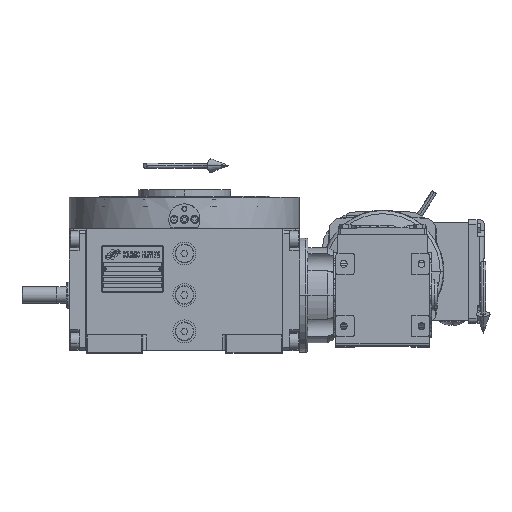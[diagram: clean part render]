
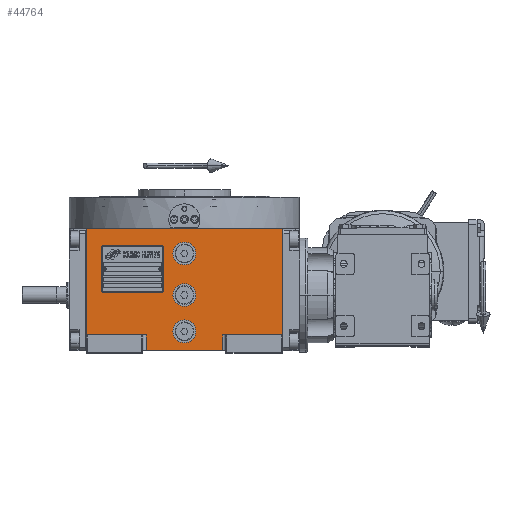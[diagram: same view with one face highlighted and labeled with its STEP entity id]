
A CAD part, top view. The second image highlights one B-rep face of the part: STEP entity #44764.
In plain terms, the highlighted planar face has unit normal (0, 0, 1).
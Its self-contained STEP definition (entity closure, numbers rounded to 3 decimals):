
#1488 = LINE ( 'NONE', #16645, #40354 ) ;
#1562 = ORIENTED_EDGE ( 'NONE', *, *, #88594, .F. ) ;
#4141 = VERTEX_POINT ( 'NONE', #65540 ) ;
#5008 = CARTESIAN_POINT ( 'NONE',  ( -94.5, -38.5, 163.5 ) ) ;
#5588 = FACE_BOUND ( 'NONE', #79571, .T. ) ;
#5707 = DIRECTION ( 'NONE',  ( 0., 0., 1. ) ) ;
#6314 = DIRECTION ( 'NONE',  ( 0., 0., 1. ) ) ;
#6577 = CIRCLE ( 'NONE', #43444, 11. ) ;
#6686 = VECTOR ( 'NONE', #9062, 1000. ) ;
#6804 = ORIENTED_EDGE ( 'NONE', *, *, #12203, .F. ) ;
#7106 = DIRECTION ( 'NONE',  ( 0., 1., 0. ) ) ;
#7851 = DIRECTION ( 'NONE',  ( 1., 0., 0. ) ) ;
#8353 = LINE ( 'NONE', #32438, #28448 ) ;
#9062 = DIRECTION ( 'NONE',  ( 1., 0., 0. ) ) ;
#9270 = LINE ( 'NONE', #94143, #87365 ) ;
#11500 = AXIS2_PLACEMENT_3D ( 'NONE', #57957, #5707, #88585 ) ;
#11951 = CARTESIAN_POINT ( 'NONE',  ( -11., 40., 163.5 ) ) ;
#12203 = EDGE_CURVE ( 'NONE', #78419, #51526, #6577, .T. ) ;
#12635 = ORIENTED_EDGE ( 'NONE', *, *, #82092, .F. ) ;
#13318 = EDGE_CURVE ( 'NONE', #86686, #94509, #73362, .T. ) ;
#14530 = VECTOR ( 'NONE', #91929, 1000. ) ;
#15059 = EDGE_CURVE ( 'NONE', #4141, #45347, #72637, .T. ) ;
#16645 = CARTESIAN_POINT ( 'NONE',  ( -94.5, -38.5, 163.5 ) ) ;
#18744 = ORIENTED_EDGE ( 'NONE', *, *, #57275, .F. ) ;
#20582 = AXIS2_PLACEMENT_3D ( 'NONE', #33212, #56309, #47780 ) ;
#20919 = CARTESIAN_POINT ( 'NONE',  ( 94.5, -38.5, 163.5 ) ) ;
#21987 = ORIENTED_EDGE ( 'NONE', *, *, #43831, .T. ) ;
#22609 = VERTEX_POINT ( 'NONE', #68527 ) ;
#22675 = CARTESIAN_POINT ( 'NONE',  ( -37., -53.5, 163.5 ) ) ;
#24357 = VERTEX_POINT ( 'NONE', #24730 ) ;
#24730 = CARTESIAN_POINT ( 'NONE',  ( -11., 0., 163.5 ) ) ;
#25943 = DIRECTION ( 'NONE',  ( -1., 0., 0. ) ) ;
#26613 = ORIENTED_EDGE ( 'NONE', *, *, #81456, .F. ) ;
#28448 = VECTOR ( 'NONE', #7851, 1000. ) ;
#28753 = DIRECTION ( 'NONE',  ( 1., 0., 0. ) ) ;
#29449 = CARTESIAN_POINT ( 'NONE',  ( 0., 40., 163.5 ) ) ;
#29610 = ORIENTED_EDGE ( 'NONE', *, *, #54190, .T. ) ;
#29822 = EDGE_CURVE ( 'NONE', #22609, #45347, #36685, .T. ) ;
#30035 = AXIS2_PLACEMENT_3D ( 'NONE', #51832, #66418, #28753 ) ;
#30859 = EDGE_LOOP ( 'NONE', ( #21987, #62572, #29610, #86098, #40031, #76477, #91523, #12635 ) ) ;
#32438 = CARTESIAN_POINT ( 'NONE',  ( 37., -38.5, 163.5 ) ) ;
#33212 = CARTESIAN_POINT ( 'NONE',  ( 0., 0., 163.5 ) ) ;
#33454 = CARTESIAN_POINT ( 'NONE',  ( 0., -35., 163.5 ) ) ;
#34072 = VERTEX_POINT ( 'NONE', #41319 ) ;
#34169 = ORIENTED_EDGE ( 'NONE', *, *, #68787, .F. ) ;
#36203 = DIRECTION ( 'NONE',  ( 0., -1., 0. ) ) ;
#36685 = LINE ( 'NONE', #45182, #14530 ) ;
#38204 = LINE ( 'NONE', #22675, #6686 ) ;
#40031 = ORIENTED_EDGE ( 'NONE', *, *, #29822, .F. ) ;
#40292 = AXIS2_PLACEMENT_3D ( 'NONE', #91463, #50804, #81472 ) ;
#40354 = VECTOR ( 'NONE', #7106, 1000. ) ;
#41043 = VECTOR ( 'NONE', #36203, 1000. ) ;
#41319 = CARTESIAN_POINT ( 'NONE',  ( 37., -38.5, 163.5 ) ) ;
#43444 = AXIS2_PLACEMENT_3D ( 'NONE', #44927, #59576, #90201 ) ;
#43831 = EDGE_CURVE ( 'NONE', #87660, #91149, #38204, .T. ) ;
#44183 = LINE ( 'NONE', #65849, #41043 ) ;
#44707 = FACE_BOUND ( 'NONE', #81647, .T. ) ;
#44764 = ADVANCED_FACE ( 'NONE', ( #5588, #99028, #44707, #59340 ), #67359, .T. ) ;
#44927 = CARTESIAN_POINT ( 'NONE',  ( 0., -35., 163.5 ) ) ;
#45182 = CARTESIAN_POINT ( 'NONE',  ( -94.5, 64.5, 163.5 ) ) ;
#45347 = VERTEX_POINT ( 'NONE', #86764 ) ;
#45590 = AXIS2_PLACEMENT_3D ( 'NONE', #29449, #6314, #90714 ) ;
#46508 = EDGE_CURVE ( 'NONE', #86686, #22609, #1488, .T. ) ;
#47282 = CARTESIAN_POINT ( 'NONE',  ( -37., -53.5, 163.5 ) ) ;
#47780 = DIRECTION ( 'NONE',  ( -1., 0., 0. ) ) ;
#49868 = EDGE_LOOP ( 'NONE', ( #6804, #18744 ) ) ;
#50804 = DIRECTION ( 'NONE',  ( 0., 0., 1. ) ) ;
#51526 = VERTEX_POINT ( 'NONE', #60548 ) ;
#51793 = VECTOR ( 'NONE', #65595, 1000. ) ;
#51832 = CARTESIAN_POINT ( 'NONE',  ( 0., 0., 163.5 ) ) ;
#54190 = EDGE_CURVE ( 'NONE', #34072, #4141, #8353, .T. ) ;
#55815 = CARTESIAN_POINT ( 'NONE',  ( 11., -35., 163.5 ) ) ;
#56309 = DIRECTION ( 'NONE',  ( 0., 0., 1. ) ) ;
#56440 = VERTEX_POINT ( 'NONE', #82995 ) ;
#56444 = DIRECTION ( 'NONE',  ( 0., 1., 0. ) ) ;
#57275 = EDGE_CURVE ( 'NONE', #51526, #78419, #67978, .T. ) ;
#57957 = CARTESIAN_POINT ( 'NONE',  ( 0., 40., 163.5 ) ) ;
#58775 = DIRECTION ( 'NONE',  ( 1., 0., 0. ) ) ;
#59187 = EDGE_CURVE ( 'NONE', #34072, #91149, #44183, .T. ) ;
#59340 = FACE_OUTER_BOUND ( 'NONE', #30859, .T. ) ;
#59576 = DIRECTION ( 'NONE',  ( 0., 0., 1. ) ) ;
#60137 = CARTESIAN_POINT ( 'NONE',  ( -94.5, -38.5, 163.5 ) ) ;
#60548 = CARTESIAN_POINT ( 'NONE',  ( -11., -35., 163.5 ) ) ;
#61228 = VECTOR ( 'NONE', #58775, 1000. ) ;
#62572 = ORIENTED_EDGE ( 'NONE', *, *, #59187, .F. ) ;
#63384 = VERTEX_POINT ( 'NONE', #11951 ) ;
#64734 = AXIS2_PLACEMENT_3D ( 'NONE', #33454, #94745, #25943 ) ;
#65540 = CARTESIAN_POINT ( 'NONE',  ( 94.5, -38.5, 163.5 ) ) ;
#65595 = DIRECTION ( 'NONE',  ( 0., 1., 0. ) ) ;
#65849 = CARTESIAN_POINT ( 'NONE',  ( 37., -38.5, 163.5 ) ) ;
#66418 = DIRECTION ( 'NONE',  ( 0., 0., 1. ) ) ;
#67359 = PLANE ( 'NONE',  #40292 ) ;
#67978 = CIRCLE ( 'NONE', #64734, 11. ) ;
#68527 = CARTESIAN_POINT ( 'NONE',  ( -94.5, 64.5, 163.5 ) ) ;
#68787 = EDGE_CURVE ( 'NONE', #85894, #63384, #72433, .T. ) ;
#72433 = CIRCLE ( 'NONE', #11500, 11. ) ;
#72637 = LINE ( 'NONE', #20919, #51793 ) ;
#73362 = LINE ( 'NONE', #5008, #61228 ) ;
#74900 = CIRCLE ( 'NONE', #30035, 11. ) ;
#76048 = CIRCLE ( 'NONE', #45590, 11. ) ;
#76477 = ORIENTED_EDGE ( 'NONE', *, *, #46508, .F. ) ;
#78419 = VERTEX_POINT ( 'NONE', #55815 ) ;
#79571 = EDGE_LOOP ( 'NONE', ( #95555, #1562 ) ) ;
#79871 = CARTESIAN_POINT ( 'NONE',  ( 37., -53.5, 163.5 ) ) ;
#81456 = EDGE_CURVE ( 'NONE', #63384, #85894, #76048, .T. ) ;
#81472 = DIRECTION ( 'NONE',  ( 1., 0., 0. ) ) ;
#81647 = EDGE_LOOP ( 'NONE', ( #34169, #26613 ) ) ;
#82092 = EDGE_CURVE ( 'NONE', #87660, #94509, #9270, .T. ) ;
#82995 = CARTESIAN_POINT ( 'NONE',  ( 11., 0., 163.5 ) ) ;
#84470 = CARTESIAN_POINT ( 'NONE',  ( 11., 40., 163.5 ) ) ;
#85894 = VERTEX_POINT ( 'NONE', #84470 ) ;
#86098 = ORIENTED_EDGE ( 'NONE', *, *, #15059, .T. ) ;
#86686 = VERTEX_POINT ( 'NONE', #60137 ) ;
#86764 = CARTESIAN_POINT ( 'NONE',  ( 94.5, 64.5, 163.5 ) ) ;
#87365 = VECTOR ( 'NONE', #56444, 1000. ) ;
#87463 = EDGE_CURVE ( 'NONE', #56440, #24357, #74900, .T. ) ;
#87660 = VERTEX_POINT ( 'NONE', #47282 ) ;
#88585 = DIRECTION ( 'NONE',  ( 1., 0., 0. ) ) ;
#88594 = EDGE_CURVE ( 'NONE', #24357, #56440, #92769, .T. ) ;
#90201 = DIRECTION ( 'NONE',  ( 1., 0., 0. ) ) ;
#90714 = DIRECTION ( 'NONE',  ( -1., 0., 0. ) ) ;
#91149 = VERTEX_POINT ( 'NONE', #79871 ) ;
#91463 = CARTESIAN_POINT ( 'NONE',  ( -94.5, -53.5, 163.5 ) ) ;
#91523 = ORIENTED_EDGE ( 'NONE', *, *, #13318, .T. ) ;
#91929 = DIRECTION ( 'NONE',  ( 1., 0., 0. ) ) ;
#92425 = CARTESIAN_POINT ( 'NONE',  ( -37., -38.5, 163.5 ) ) ;
#92769 = CIRCLE ( 'NONE', #20582, 11. ) ;
#94143 = CARTESIAN_POINT ( 'NONE',  ( -37., -53.5, 163.5 ) ) ;
#94509 = VERTEX_POINT ( 'NONE', #92425 ) ;
#94745 = DIRECTION ( 'NONE',  ( 0., 0., 1. ) ) ;
#95555 = ORIENTED_EDGE ( 'NONE', *, *, #87463, .F. ) ;
#99028 = FACE_BOUND ( 'NONE', #49868, .T. ) ;
